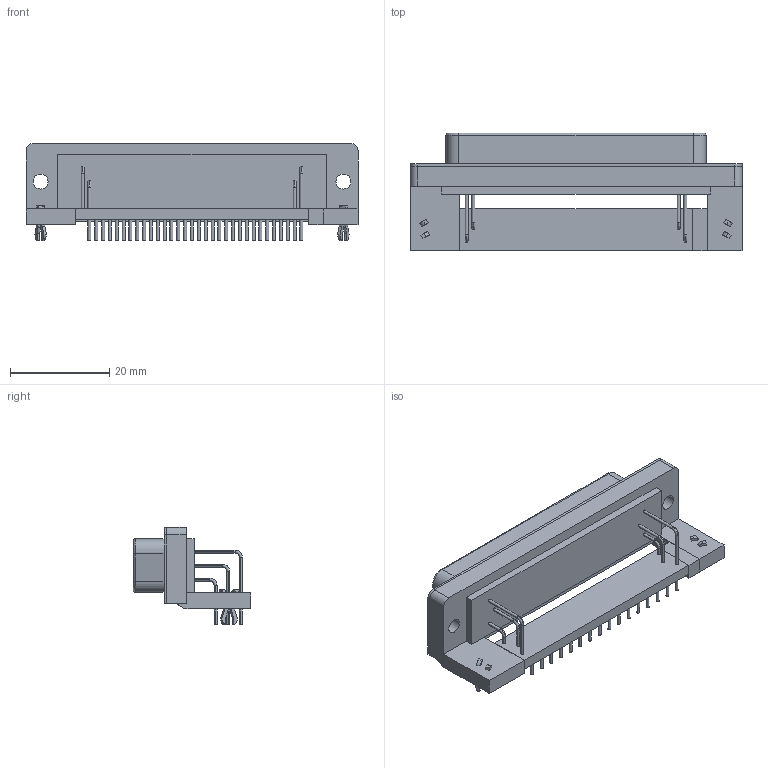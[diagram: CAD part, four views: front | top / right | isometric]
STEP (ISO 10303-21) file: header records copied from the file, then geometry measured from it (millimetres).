
FILE_DESCRIPTION((''),'2;1');
FILE_NAME('HARTING_09 66 552 7611.stp','2012-04-19T16:41:38',(''),(''),'Mechanical Desktop 2011','Mechanical Desktop 2011',', , ');
FILE_SCHEMA(('AUTOMOTIVE_DESIGN { 1 2 10303 214 1 1 1 1 }'));
Length unit declared in the file: millimetre
Products named in the file (1): Product
Bounding box: 67 x 23.7 x 19.6 mm (x, y, z)
Volume: 10692.9 mm3; surface area: 12660.5 mm2
Topology: 124 solids, 124 shells, 869 faces, 1600 edges, 1028 vertices
Faces by surface type: cylinder 360, plane 351, cone 100, bspline 38, torus 20
Entity records: 21697 total; most frequent: DIRECTION 4140, CARTESIAN_POINT 3668, ORIENTED_EDGE 3200, AXIS2_PLACEMENT_3D 1708, EDGE_CURVE 1600, VERTEX_POINT 1028, EDGE_LOOP 928, CIRCLE 876
